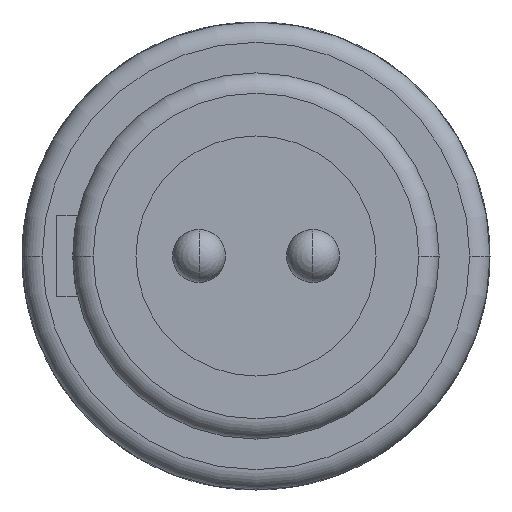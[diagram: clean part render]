
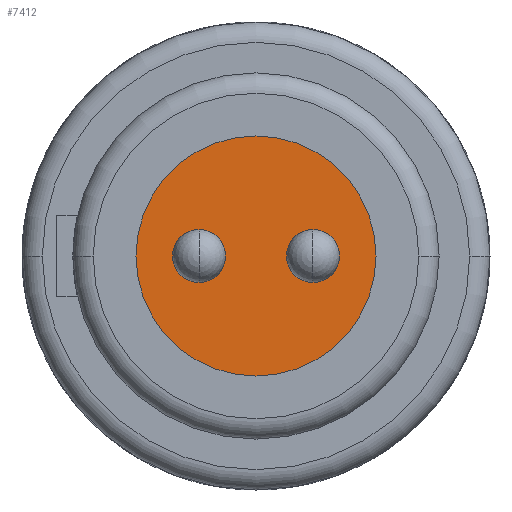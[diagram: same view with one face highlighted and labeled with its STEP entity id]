
A CAD part, left-side view. The second image highlights one B-rep face of the part: STEP entity #7412.
In plain terms, the highlighted planar face has unit normal (-1, 0, 0).
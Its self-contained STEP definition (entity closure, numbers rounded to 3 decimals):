
#3320=CARTESIAN_POINT('',(-3.,0.,0.));
#3321=DIRECTION('',(-1.,0.,0.));
#3322=DIRECTION('',(0.,1.,0.));
#3323=AXIS2_PLACEMENT_3D('',#3320,#3321,#3322);
#3338=CARTESIAN_POINT('',(-3.,0.,0.));
#3339=DIRECTION('',(-1.,0.,0.));
#3340=DIRECTION('',(0.,-1.,0.));
#3341=AXIS2_PLACEMENT_3D('',#3338,#3339,#3340);
#3873=CARTESIAN_POINT('',(-3.,1.4,0.));
#3874=DIRECTION('',(-1.,0.,0.));
#3875=DIRECTION('',(0.,0.,1.));
#3876=AXIS2_PLACEMENT_3D('',#3873,#3874,#3875);
#3878=CARTESIAN_POINT('',(-3.,1.4,0.));
#3879=DIRECTION('',(-1.,0.,0.));
#3880=DIRECTION('',(0.,0.,-1.));
#3881=AXIS2_PLACEMENT_3D('',#3878,#3879,#3880);
#3883=CARTESIAN_POINT('',(-3.,-1.4,0.));
#3884=DIRECTION('',(-1.,0.,0.));
#3885=DIRECTION('',(0.,0.,1.));
#3886=AXIS2_PLACEMENT_3D('',#3883,#3884,#3885);
#3888=CARTESIAN_POINT('',(-3.,-1.4,0.));
#3889=DIRECTION('',(-1.,0.,0.));
#3890=DIRECTION('',(0.,0.,-1.));
#3891=AXIS2_PLACEMENT_3D('',#3888,#3889,#3890);
#4170=CARTESIAN_POINT('',(-3.,1.4,0.65));
#4171=CARTESIAN_POINT('',(-3.,1.4,-0.65));
#4172=VERTEX_POINT('',#4170);
#4173=VERTEX_POINT('',#4171);
#4174=CARTESIAN_POINT('',(-3.,-1.4,0.65));
#4175=CARTESIAN_POINT('',(-3.,-1.4,-0.65));
#4176=VERTEX_POINT('',#4174);
#4177=VERTEX_POINT('',#4175);
#4327=CARTESIAN_POINT('',(-3.,-2.95,0.));
#4328=CARTESIAN_POINT('',(-3.,2.95,0.));
#4329=VERTEX_POINT('',#4327);
#4330=VERTEX_POINT('',#4328);
#7391=CARTESIAN_POINT('',(-3.,0.,0.));
#7392=DIRECTION('',(1.,0.,0.));
#7393=DIRECTION('',(0.,0.,-1.));
#7394=AXIS2_PLACEMENT_3D('',#7391,#7392,#7393);
#7395=PLANE('',#7394);
#7396=ORIENTED_EDGE('',*,*,#6619,.F.);
#7397=ORIENTED_EDGE('',*,*,#6576,.F.);
#7398=EDGE_LOOP('',(#7396,#7397));
#7399=FACE_OUTER_BOUND('',#7398,.F.);
#7401=ORIENTED_EDGE('',*,*,#7400,.T.);
#7403=ORIENTED_EDGE('',*,*,#7402,.T.);
#7404=EDGE_LOOP('',(#7401,#7403));
#7405=FACE_BOUND('',#7404,.F.);
#7407=ORIENTED_EDGE('',*,*,#7406,.T.);
#7409=ORIENTED_EDGE('',*,*,#7408,.T.);
#7410=EDGE_LOOP('',(#7407,#7409));
#7411=FACE_BOUND('',#7410,.F.);
#3324=CIRCLE('',#3323,2.95);
#3342=CIRCLE('',#3341,2.95);
#3877=CIRCLE('',#3876,0.65);
#3882=CIRCLE('',#3881,0.65);
#3887=CIRCLE('',#3886,0.65);
#3892=CIRCLE('',#3891,0.65);
#6576=EDGE_CURVE('',#4330,#4329,#3324,.T.);
#6619=EDGE_CURVE('',#4329,#4330,#3342,.T.);
#7400=EDGE_CURVE('',#4172,#4173,#3877,.T.);
#7402=EDGE_CURVE('',#4173,#4172,#3882,.T.);
#7406=EDGE_CURVE('',#4176,#4177,#3887,.T.);
#7408=EDGE_CURVE('',#4177,#4176,#3892,.T.);
#7412=ADVANCED_FACE('',(#7399,#7405,#7411),#7395,.F.);
